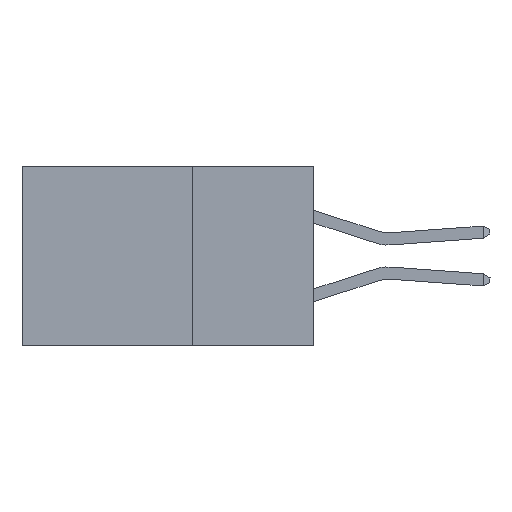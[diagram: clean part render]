
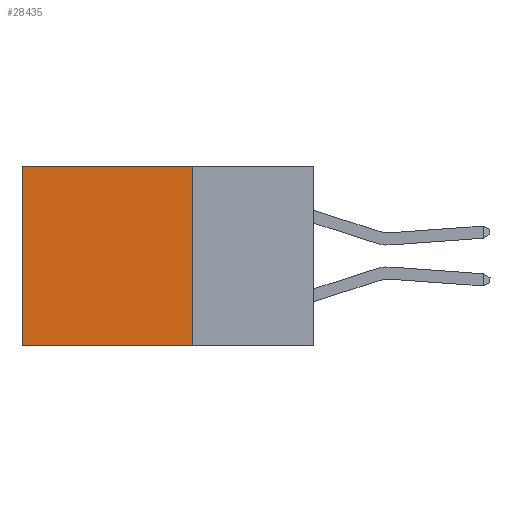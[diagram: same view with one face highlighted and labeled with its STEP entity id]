
A CAD part, left-side view. The second image highlights one B-rep face of the part: STEP entity #28435.
In plain terms, the highlighted planar face has unit normal (-1, 0, 0).
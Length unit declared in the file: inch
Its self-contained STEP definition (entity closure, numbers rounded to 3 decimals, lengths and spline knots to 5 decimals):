
#127 = VECTOR ( 'NONE', #35164, 39.37008 ) ;
#1566 = DIRECTION ( 'NONE',  ( 0., 1., 0. ) ) ;
#3625 = VERTEX_POINT ( 'NONE', #25964 ) ;
#4964 = EDGE_CURVE ( 'NONE', #22265, #3625, #14462, .T. ) ;
#6970 = ORIENTED_EDGE ( 'NONE', *, *, #13728, .T. ) ;
#8408 = CARTESIAN_POINT ( 'NONE',  ( 0.2875, 0.25, 0. ) ) ;
#10958 = FACE_OUTER_BOUND ( 'NONE', #22834, .T. ) ;
#11136 = DIRECTION ( 'NONE',  ( 0., 0., -1. ) ) ;
#12654 = VECTOR ( 'NONE', #29432, 39.37008 ) ;
#13378 = VECTOR ( 'NONE', #1566, 39.37008 ) ;
#13728 = EDGE_CURVE ( 'NONE', #22265, #18557, #16585, .T. ) ;
#14397 = CARTESIAN_POINT ( 'NONE',  ( 0.2875, 0.25, 0. ) ) ;
#14462 = LINE ( 'NONE', #8408, #39265 ) ;
#16585 = LINE ( 'NONE', #26745, #12654 ) ;
#17656 = DIRECTION ( 'NONE',  ( 0., 0., -1. ) ) ;
#18557 = VERTEX_POINT ( 'NONE', #30357 ) ;
#20152 = CARTESIAN_POINT ( 'NONE',  ( 0.2875, 0.25, -0.37 ) ) ;
#22082 = ORIENTED_EDGE ( 'NONE', *, *, #25269, .F. ) ;
#22265 = VERTEX_POINT ( 'NONE', #38724 ) ;
#22834 = EDGE_LOOP ( 'NONE', ( #24282, #22082, #38556, #6970 ) ) ;
#24282 = ORIENTED_EDGE ( 'NONE', *, *, #27069, .T. ) ;
#25269 = EDGE_CURVE ( 'NONE', #3625, #39304, #33301, .T. ) ;
#25964 = CARTESIAN_POINT ( 'NONE',  ( 0.2875, 0.25, -0.37 ) ) ;
#26745 = CARTESIAN_POINT ( 'NONE',  ( 0.2875, 0.25, 0. ) ) ;
#27069 = EDGE_CURVE ( 'NONE', #18557, #39304, #39958, .T. ) ;
#28233 = CARTESIAN_POINT ( 'NONE',  ( 0.2875, 0.6, -0.37 ) ) ;
#28435 = ADVANCED_FACE ( 'NONE', ( #10958 ), #35604, .F. ) ;
#29432 = DIRECTION ( 'NONE',  ( 0., 1., 0. ) ) ;
#30357 = CARTESIAN_POINT ( 'NONE',  ( 0.2875, 0.6, 0. ) ) ;
#32163 = CARTESIAN_POINT ( 'NONE',  ( 0.2875, 0.6, 0. ) ) ;
#33301 = LINE ( 'NONE', #20152, #13378 ) ;
#35164 = DIRECTION ( 'NONE',  ( 0., 0., -1. ) ) ;
#35391 = AXIS2_PLACEMENT_3D ( 'NONE', #14397, #38613, #11136 ) ;
#35604 = PLANE ( 'NONE',  #35391 ) ;
#38556 = ORIENTED_EDGE ( 'NONE', *, *, #4964, .F. ) ;
#38613 = DIRECTION ( 'NONE',  ( 1., 0., 0. ) ) ;
#38724 = CARTESIAN_POINT ( 'NONE',  ( 0.2875, 0.25, 0. ) ) ;
#39265 = VECTOR ( 'NONE', #17656, 39.37008 ) ;
#39304 = VERTEX_POINT ( 'NONE', #28233 ) ;
#39958 = LINE ( 'NONE', #32163, #127 ) ;
